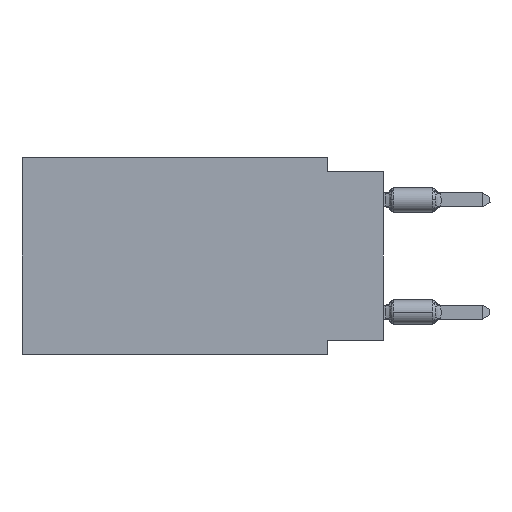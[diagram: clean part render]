
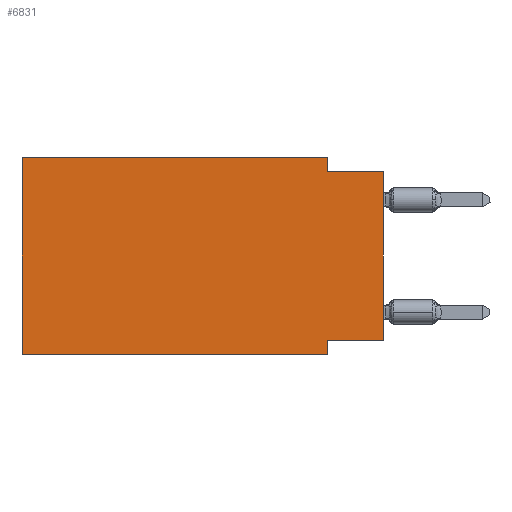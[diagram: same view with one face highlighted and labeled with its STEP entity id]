
A CAD part, left-side view. The second image highlights one B-rep face of the part: STEP entity #6831.
In plain terms, the highlighted planar face has unit normal (-1, 0, 0).
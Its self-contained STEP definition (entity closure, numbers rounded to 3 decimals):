
#1100 = LINE ( 'NONE', #1327, #6855 ) ;
#1327 = CARTESIAN_POINT ( 'NONE',  ( 0., 0., -8.255 ) ) ;
#2805 = CARTESIAN_POINT ( 'NONE',  ( 0., 2.54, -8.255 ) ) ;
#2875 = CARTESIAN_POINT ( 'NONE',  ( 0., 16.383, 0. ) ) ;
#3146 = ORIENTED_EDGE ( 'NONE', *, *, #9157, .F. ) ;
#3680 = VERTEX_POINT ( 'NONE', #40094 ) ;
#5214 = CARTESIAN_POINT ( 'NONE',  ( 0., 16.383, 0. ) ) ;
#6000 = FACE_OUTER_BOUND ( 'NONE', #13206, .T. ) ;
#6778 = CARTESIAN_POINT ( 'NONE',  ( 0., 16.383, -8.89 ) ) ;
#6831 = ADVANCED_FACE ( 'NONE', ( #6000 ), #12633, .F. ) ;
#6855 = VECTOR ( 'NONE', #16254, 1000. ) ;
#8164 = ORIENTED_EDGE ( 'NONE', *, *, #45904, .F. ) ;
#8469 = VECTOR ( 'NONE', #40553, 1000. ) ;
#8659 = VECTOR ( 'NONE', #31872, 1000. ) ;
#9157 = EDGE_CURVE ( 'NONE', #3680, #41544, #17572, .T. ) ;
#9424 = ORIENTED_EDGE ( 'NONE', *, *, #36542, .F. ) ;
#9438 = DIRECTION ( 'NONE',  ( 1., 0., 0. ) ) ;
#9839 = VERTEX_POINT ( 'NONE', #30932 ) ;
#10319 = VERTEX_POINT ( 'NONE', #19396 ) ;
#10696 = CARTESIAN_POINT ( 'NONE',  ( 0., 2.54, -8.89 ) ) ;
#11171 = CARTESIAN_POINT ( 'NONE',  ( 0., 2.54, -0.635 ) ) ;
#12084 = CARTESIAN_POINT ( 'NONE',  ( 0., 0., 0. ) ) ;
#12633 = PLANE ( 'NONE',  #12994 ) ;
#12994 = AXIS2_PLACEMENT_3D ( 'NONE', #46381, #9438, #13353 ) ;
#13206 = EDGE_LOOP ( 'NONE', ( #16628, #43179, #3146, #9424, #34031, #22737, #8164, #19845 ) ) ;
#13353 = DIRECTION ( 'NONE',  ( 0., 0., -1. ) ) ;
#13890 = LINE ( 'NONE', #2875, #28390 ) ;
#13954 = EDGE_CURVE ( 'NONE', #41544, #10319, #37931, .T. ) ;
#14609 = LINE ( 'NONE', #6778, #36577 ) ;
#16254 = DIRECTION ( 'NONE',  ( 0., 1., 0. ) ) ;
#16386 = DIRECTION ( 'NONE',  ( 0., -1., 0. ) ) ;
#16628 = ORIENTED_EDGE ( 'NONE', *, *, #43494, .T. ) ;
#17572 = LINE ( 'NONE', #36160, #44270 ) ;
#18638 = CARTESIAN_POINT ( 'NONE',  ( 0., 0., -8.255 ) ) ;
#19396 = CARTESIAN_POINT ( 'NONE',  ( 0., 0., -0.635 ) ) ;
#19845 = ORIENTED_EDGE ( 'NONE', *, *, #23529, .F. ) ;
#21349 = EDGE_CURVE ( 'NONE', #9839, #27841, #13890, .T. ) ;
#21695 = DIRECTION ( 'NONE',  ( 0., -1., 0. ) ) ;
#22461 = VERTEX_POINT ( 'NONE', #32969 ) ;
#22737 = ORIENTED_EDGE ( 'NONE', *, *, #45877, .T. ) ;
#23176 = VERTEX_POINT ( 'NONE', #18638 ) ;
#23233 = CARTESIAN_POINT ( 'NONE',  ( 0., 0., -0.635 ) ) ;
#23529 = EDGE_CURVE ( 'NONE', #23176, #37935, #1100, .T. ) ;
#27841 = VERTEX_POINT ( 'NONE', #41699 ) ;
#28390 = VECTOR ( 'NONE', #29537, 1000. ) ;
#29537 = DIRECTION ( 'NONE',  ( 0., 0., 1. ) ) ;
#30932 = CARTESIAN_POINT ( 'NONE',  ( 0., 16.383, -8.89 ) ) ;
#31141 = DIRECTION ( 'NONE',  ( 0., 0., 1. ) ) ;
#31384 = LINE ( 'NONE', #12084, #43473 ) ;
#31872 = DIRECTION ( 'NONE',  ( 0., -1., 0. ) ) ;
#32969 = CARTESIAN_POINT ( 'NONE',  ( 0., 2.54, -8.89 ) ) ;
#34031 = ORIENTED_EDGE ( 'NONE', *, *, #21349, .F. ) ;
#35787 = LINE ( 'NONE', #5214, #8659 ) ;
#36160 = CARTESIAN_POINT ( 'NONE',  ( 0., 2.54, 0. ) ) ;
#36338 = VECTOR ( 'NONE', #16386, 1000. ) ;
#36542 = EDGE_CURVE ( 'NONE', #27841, #3680, #35787, .T. ) ;
#36577 = VECTOR ( 'NONE', #21695, 1000. ) ;
#37931 = LINE ( 'NONE', #23233, #36338 ) ;
#37935 = VERTEX_POINT ( 'NONE', #2805 ) ;
#40094 = CARTESIAN_POINT ( 'NONE',  ( 0., 2.54, 0. ) ) ;
#40553 = DIRECTION ( 'NONE',  ( 0., 0., -1. ) ) ;
#41544 = VERTEX_POINT ( 'NONE', #11171 ) ;
#41699 = CARTESIAN_POINT ( 'NONE',  ( 0., 16.383, 0. ) ) ;
#43179 = ORIENTED_EDGE ( 'NONE', *, *, #13954, .F. ) ;
#43473 = VECTOR ( 'NONE', #31141, 1000. ) ;
#43494 = EDGE_CURVE ( 'NONE', #23176, #10319, #31384, .T. ) ;
#44218 = LINE ( 'NONE', #10696, #8469 ) ;
#44270 = VECTOR ( 'NONE', #46458, 1000. ) ;
#45877 = EDGE_CURVE ( 'NONE', #9839, #22461, #14609, .T. ) ;
#45904 = EDGE_CURVE ( 'NONE', #37935, #22461, #44218, .T. ) ;
#46381 = CARTESIAN_POINT ( 'NONE',  ( 0., 16.383, 0. ) ) ;
#46458 = DIRECTION ( 'NONE',  ( 0., 0., -1. ) ) ;
